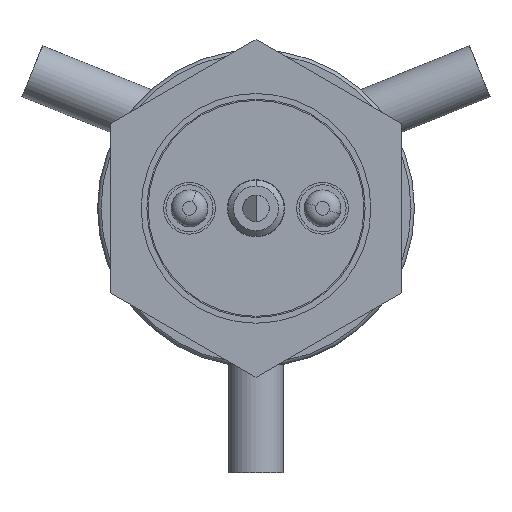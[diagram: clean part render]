
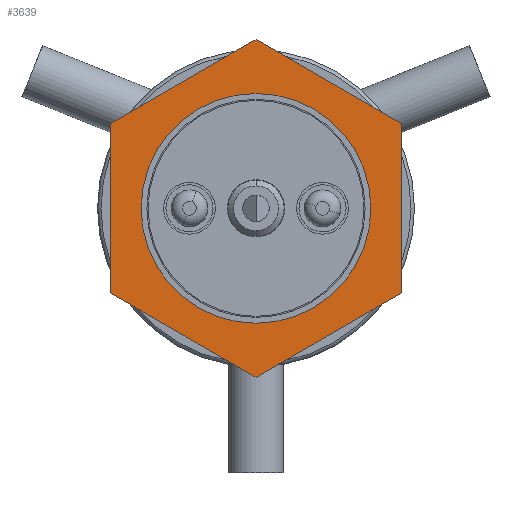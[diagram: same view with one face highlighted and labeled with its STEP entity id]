
A CAD part, front view. The second image highlights one B-rep face of the part: STEP entity #3639.
In plain terms, the highlighted planar face has unit normal (0, -1, 0).
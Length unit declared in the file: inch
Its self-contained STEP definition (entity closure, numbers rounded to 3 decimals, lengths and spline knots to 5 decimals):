
#10 = EDGE_LOOP ( 'NONE', ( #6554, #6498, #6550, #6497, #6540, #6552 ) ) ;
#149 = EDGE_LOOP ( 'NONE', ( #6506, #6520 ) ) ;
#301 = LINE ( 'NONE', #5764, #537 ) ;
#304 = CIRCLE ( 'NONE', #1613, 0.3937 ) ;
#514 = CIRCLE ( 'NONE', #1611, 0.3937 ) ;
#518 = LINE ( 'NONE', #5729, #524 ) ;
#519 = VECTOR ( 'NONE', #6340, 39.37008 ) ;
#520 = VECTOR ( 'NONE', #6294, 39.37008 ) ;
#521 = LINE ( 'NONE', #6266, #520 ) ;
#523 = LINE ( 'NONE', #6287, #519 ) ;
#524 = VECTOR ( 'NONE', #5663, 39.37008 ) ;
#529 = VECTOR ( 'NONE', #6246, 39.37008 ) ;
#537 = VECTOR ( 'NONE', #6265, 39.37008 ) ;
#538 = LINE ( 'NONE', #6338, #529 ) ;
#540 = VECTOR ( 'NONE', #5746, 39.37008 ) ;
#544 = LINE ( 'NONE', #5774, #540 ) ;
#1611 = AXIS2_PLACEMENT_3D ( 'NONE', #6288, #5737, #5738 ) ;
#1613 = AXIS2_PLACEMENT_3D ( 'NONE', #5773, #6260, #6282 ) ;
#1925 = AXIS2_PLACEMENT_3D ( 'NONE', #5650, #5504, #5149 ) ;
#2765 = EDGE_CURVE ( 'NONE', #3498, #6418, #304, .T. ) ;
#2770 = EDGE_CURVE ( 'NONE', #6470, #3488, #544, .T. ) ;
#2772 = EDGE_CURVE ( 'NONE', #6444, #6401, #301, .T. ) ;
#2776 = EDGE_CURVE ( 'NONE', #6401, #6463, #538, .T. ) ;
#2781 = EDGE_CURVE ( 'NONE', #6396, #6470, #521, .T. ) ;
#2782 = EDGE_CURVE ( 'NONE', #6396, #6463, #523, .T. ) ;
#2783 = EDGE_CURVE ( 'NONE', #6418, #3498, #514, .T. ) ;
#2784 = EDGE_CURVE ( 'NONE', #6444, #3488, #518, .T. ) ;
#3488 = VERTEX_POINT ( 'NONE', #5534 ) ;
#3498 = VERTEX_POINT ( 'NONE', #5141 ) ;
#3639 = ADVANCED_FACE ( 'NONE', ( #6780, #6786 ), #5145, .T. ) ;
#3938 = CARTESIAN_POINT ( 'NONE',  ( -0.5, -0.57795, 0.29007 ) ) ;
#3980 = CARTESIAN_POINT ( 'NONE',  ( 0.3937, -0.57795, 0. ) ) ;
#4007 = CARTESIAN_POINT ( 'NONE',  ( 0., -0.57795, -0.57874 ) ) ;
#4102 = CARTESIAN_POINT ( 'NONE',  ( 0.5, -0.57795, -0.29007 ) ) ;
#4135 = CARTESIAN_POINT ( 'NONE',  ( -0.5, -0.57795, -0.29007 ) ) ;
#4177 = CARTESIAN_POINT ( 'NONE',  ( 0.5, -0.57795, 0.29007 ) ) ;
#5141 = CARTESIAN_POINT ( 'NONE',  ( -0.3937, -0.57795, 0. ) ) ;
#5145 = PLANE ( 'NONE',  #1925 ) ;
#5149 = DIRECTION ( 'NONE',  ( -1., 0., 0. ) ) ;
#5504 = DIRECTION ( 'NONE',  ( 0., -1., 0. ) ) ;
#5534 = CARTESIAN_POINT ( 'NONE',  ( 0., -0.57795, 0.57874 ) ) ;
#5650 = CARTESIAN_POINT ( 'NONE',  ( 0., -0.57795, 0. ) ) ;
#5663 = DIRECTION ( 'NONE',  ( -0.866, 0., 0.5 ) ) ;
#5729 = CARTESIAN_POINT ( 'NONE',  ( 0., -0.57795, 0.57874 ) ) ;
#5737 = DIRECTION ( 'NONE',  ( 0., 1., 0. ) ) ;
#5738 = DIRECTION ( 'NONE',  ( 1., 0., 0. ) ) ;
#5746 = DIRECTION ( 'NONE',  ( 0.866, 0., 0.5 ) ) ;
#5764 = CARTESIAN_POINT ( 'NONE',  ( 0.5, -0.57795, -0.29007 ) ) ;
#5773 = CARTESIAN_POINT ( 'NONE',  ( 0., -0.57795, 0. ) ) ;
#5774 = CARTESIAN_POINT ( 'NONE',  ( 0., -0.57795, 0.57874 ) ) ;
#6246 = DIRECTION ( 'NONE',  ( -0.866, 0., -0.5 ) ) ;
#6260 = DIRECTION ( 'NONE',  ( 0., 1., 0. ) ) ;
#6265 = DIRECTION ( 'NONE',  ( 0., 0., -1. ) ) ;
#6266 = CARTESIAN_POINT ( 'NONE',  ( -0.5, -0.57795, 0.29007 ) ) ;
#6282 = DIRECTION ( 'NONE',  ( 1., 0., 0. ) ) ;
#6287 = CARTESIAN_POINT ( 'NONE',  ( 0., -0.57795, -0.57874 ) ) ;
#6288 = CARTESIAN_POINT ( 'NONE',  ( 0., -0.57795, 0. ) ) ;
#6294 = DIRECTION ( 'NONE',  ( 0., 0., 1. ) ) ;
#6338 = CARTESIAN_POINT ( 'NONE',  ( 0., -0.57795, -0.57874 ) ) ;
#6340 = DIRECTION ( 'NONE',  ( 0.866, 0., -0.5 ) ) ;
#6396 = VERTEX_POINT ( 'NONE', #4135 ) ;
#6401 = VERTEX_POINT ( 'NONE', #4102 ) ;
#6418 = VERTEX_POINT ( 'NONE', #3980 ) ;
#6444 = VERTEX_POINT ( 'NONE', #4177 ) ;
#6463 = VERTEX_POINT ( 'NONE', #4007 ) ;
#6470 = VERTEX_POINT ( 'NONE', #3938 ) ;
#6497 = ORIENTED_EDGE ( 'NONE', *, *, #2781, .F. ) ;
#6498 = ORIENTED_EDGE ( 'NONE', *, *, #2784, .T. ) ;
#6506 = ORIENTED_EDGE ( 'NONE', *, *, #2783, .T. ) ;
#6520 = ORIENTED_EDGE ( 'NONE', *, *, #2765, .T. ) ;
#6540 = ORIENTED_EDGE ( 'NONE', *, *, #2782, .T. ) ;
#6550 = ORIENTED_EDGE ( 'NONE', *, *, #2770, .F. ) ;
#6552 = ORIENTED_EDGE ( 'NONE', *, *, #2776, .F. ) ;
#6554 = ORIENTED_EDGE ( 'NONE', *, *, #2772, .F. ) ;
#6780 = FACE_BOUND ( 'NONE', #149, .T. ) ;
#6786 = FACE_OUTER_BOUND ( 'NONE', #10, .T. ) ;
